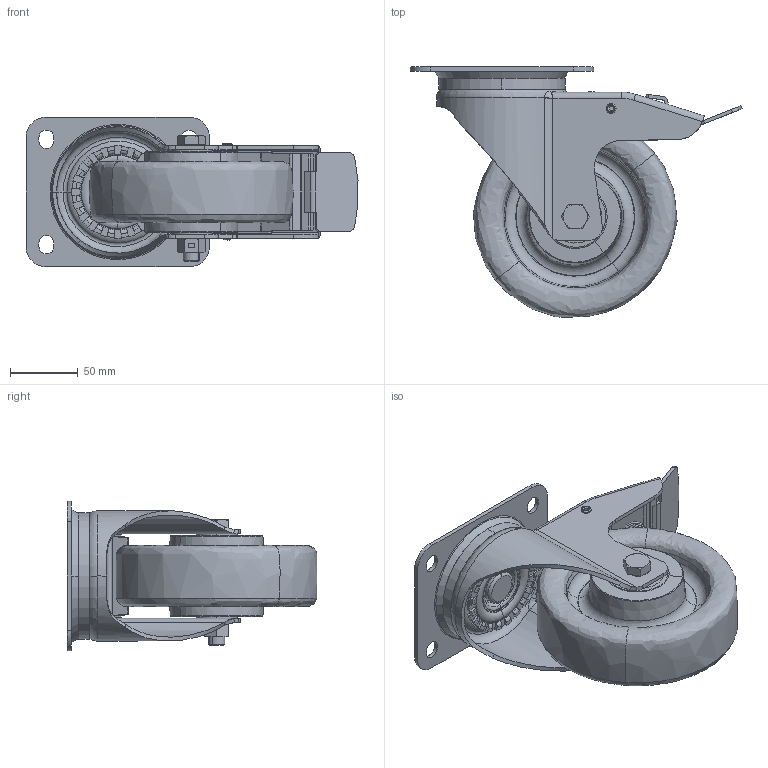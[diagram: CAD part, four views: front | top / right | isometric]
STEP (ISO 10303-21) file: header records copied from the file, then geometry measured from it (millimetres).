
FILE_DESCRIPTION (( 'STEP AP214' ), '1' );
FILE_NAME ('0055640.step', '2023-06-09T10:45:50', ( '' ), ( '' ), 'SwSTEP 2.0', 'SolidWorks 2020', '' );
FILE_SCHEMA (( 'AUTOMOTIVE_DESIGN' ));
Length unit declared in the file: millimetre
Products named in the file (1): 0055640
Bounding box: 244.14 x 183.76 x 110 mm (x, y, z)
Volume: 845217.1 mm3; surface area: 323303.5 mm2
Topology: 27 solids, 28 shells, 1434 faces, 3705 edges, 2297 vertices
Faces by surface type: plane 521, cylinder 357, torus 294, cone 120, sphere 74, bspline 68
Entity records: 69598 total; most frequent: CARTESIAN_POINT 19406, DIRECTION 7323, ORIENTED_EDGE 7122, EDGE_CURVE 3561, AXIS2_PLACEMENT_3D 2959, VERTEX_POINT 2213, CIRCLE 1592, EDGE_LOOP 1532
